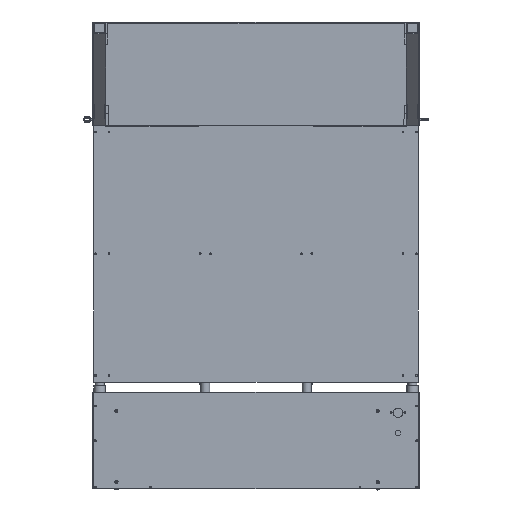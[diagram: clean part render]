
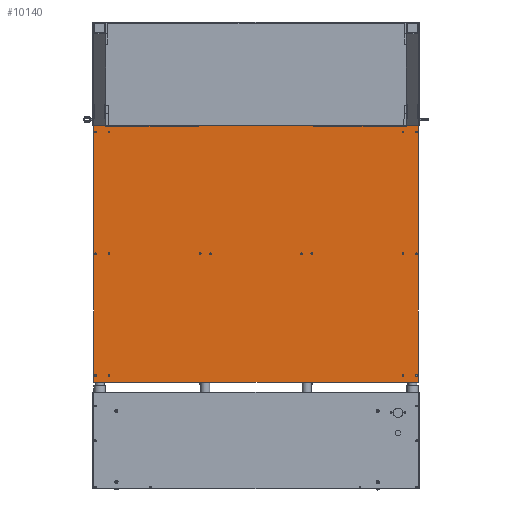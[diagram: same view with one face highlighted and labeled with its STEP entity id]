
A CAD part, top view. The second image highlights one B-rep face of the part: STEP entity #10140.
In plain terms, the highlighted face is planar.
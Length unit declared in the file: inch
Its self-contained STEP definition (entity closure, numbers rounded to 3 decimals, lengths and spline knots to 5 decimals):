
#673=FACE_BOUND('',#2719,.T.);
#674=FACE_BOUND('',#2720,.T.);
#675=FACE_BOUND('',#2721,.T.);
#676=FACE_BOUND('',#2722,.T.);
#677=FACE_BOUND('',#2723,.T.);
#678=FACE_BOUND('',#2724,.T.);
#679=FACE_BOUND('',#2725,.T.);
#680=FACE_BOUND('',#2726,.T.);
#681=FACE_BOUND('',#2727,.T.);
#682=FACE_BOUND('',#2728,.T.);
#683=FACE_BOUND('',#2729,.T.);
#684=FACE_BOUND('',#2730,.T.);
#685=FACE_BOUND('',#2731,.T.);
#686=FACE_BOUND('',#2732,.T.);
#687=FACE_BOUND('',#2733,.T.);
#688=FACE_BOUND('',#2734,.T.);
#1065=CIRCLE('',#11510,0.125);
#1067=CIRCLE('',#11513,0.125);
#1068=CIRCLE('',#11515,0.125);
#1070=CIRCLE('',#11518,0.125);
#1072=CIRCLE('',#11521,0.125);
#1074=CIRCLE('',#11524,0.125);
#1076=CIRCLE('',#11527,0.125);
#1078=CIRCLE('',#11530,0.125);
#1080=CIRCLE('',#11533,0.125);
#1082=CIRCLE('',#11536,0.125);
#1084=CIRCLE('',#11539,0.125);
#1086=CIRCLE('',#11542,0.125);
#1088=CIRCLE('',#11545,0.125);
#1090=CIRCLE('',#11548,0.125);
#1093=CIRCLE('',#11552,0.125);
#1095=CIRCLE('',#11555,0.125);
#2014=FACE_OUTER_BOUND('',#2718,.T.);
#2718=EDGE_LOOP('',(#7651,#7652,#7653,#7654));
#2719=EDGE_LOOP('',(#7655));
#2720=EDGE_LOOP('',(#7656));
#2721=EDGE_LOOP('',(#7657));
#2722=EDGE_LOOP('',(#7658));
#2723=EDGE_LOOP('',(#7659));
#2724=EDGE_LOOP('',(#7660));
#2725=EDGE_LOOP('',(#7661));
#2726=EDGE_LOOP('',(#7662));
#2727=EDGE_LOOP('',(#7663));
#2728=EDGE_LOOP('',(#7664));
#2729=EDGE_LOOP('',(#7665));
#2730=EDGE_LOOP('',(#7666));
#2731=EDGE_LOOP('',(#7667));
#2732=EDGE_LOOP('',(#7668));
#2733=EDGE_LOOP('',(#7669));
#2734=EDGE_LOOP('',(#7670));
#3613=LINE('',#16138,#4367);
#3615=LINE('',#16142,#4369);
#3617=LINE('',#16146,#4371);
#3619=LINE('',#16149,#4373);
#4367=VECTOR('',#13069,39.37008);
#4369=VECTOR('',#13073,39.37008);
#4371=VECTOR('',#13077,39.37008);
#4373=VECTOR('',#13081,39.37008);
#5151=VERTEX_POINT('',#16048);
#5153=VERTEX_POINT('',#16053);
#5154=VERTEX_POINT('',#16056);
#5156=VERTEX_POINT('',#16061);
#5158=VERTEX_POINT('',#16066);
#5160=VERTEX_POINT('',#16071);
#5162=VERTEX_POINT('',#16076);
#5164=VERTEX_POINT('',#16081);
#5166=VERTEX_POINT('',#16086);
#5168=VERTEX_POINT('',#16091);
#5170=VERTEX_POINT('',#16096);
#5172=VERTEX_POINT('',#16101);
#5174=VERTEX_POINT('',#16106);
#5176=VERTEX_POINT('',#16111);
#5179=VERTEX_POINT('',#16118);
#5181=VERTEX_POINT('',#16123);
#5186=VERTEX_POINT('',#16135);
#5187=VERTEX_POINT('',#16137);
#5188=VERTEX_POINT('',#16141);
#5189=VERTEX_POINT('',#16145);
#6127=EDGE_CURVE('',#5151,#5151,#1065,.T.);
#6129=EDGE_CURVE('',#5153,#5153,#1067,.T.);
#6130=EDGE_CURVE('',#5154,#5154,#1068,.T.);
#6132=EDGE_CURVE('',#5156,#5156,#1070,.T.);
#6134=EDGE_CURVE('',#5158,#5158,#1072,.T.);
#6136=EDGE_CURVE('',#5160,#5160,#1074,.T.);
#6138=EDGE_CURVE('',#5162,#5162,#1076,.T.);
#6140=EDGE_CURVE('',#5164,#5164,#1078,.T.);
#6142=EDGE_CURVE('',#5166,#5166,#1080,.T.);
#6144=EDGE_CURVE('',#5168,#5168,#1082,.T.);
#6146=EDGE_CURVE('',#5170,#5170,#1084,.T.);
#6148=EDGE_CURVE('',#5172,#5172,#1086,.T.);
#6150=EDGE_CURVE('',#5174,#5174,#1088,.T.);
#6152=EDGE_CURVE('',#5176,#5176,#1090,.T.);
#6155=EDGE_CURVE('',#5179,#5179,#1093,.T.);
#6157=EDGE_CURVE('',#5181,#5181,#1095,.T.);
#6163=EDGE_CURVE('',#5187,#5186,#3613,.T.);
#6165=EDGE_CURVE('',#5187,#5188,#3615,.T.);
#6167=EDGE_CURVE('',#5188,#5189,#3617,.T.);
#6169=EDGE_CURVE('',#5189,#5186,#3619,.T.);
#7651=ORIENTED_EDGE('',*,*,#6167,.F.);
#7652=ORIENTED_EDGE('',*,*,#6165,.F.);
#7653=ORIENTED_EDGE('',*,*,#6163,.T.);
#7654=ORIENTED_EDGE('',*,*,#6169,.F.);
#7655=ORIENTED_EDGE('',*,*,#6142,.T.);
#7656=ORIENTED_EDGE('',*,*,#6140,.T.);
#7657=ORIENTED_EDGE('',*,*,#6136,.T.);
#7658=ORIENTED_EDGE('',*,*,#6132,.T.);
#7659=ORIENTED_EDGE('',*,*,#6129,.T.);
#7660=ORIENTED_EDGE('',*,*,#6127,.T.);
#7661=ORIENTED_EDGE('',*,*,#6155,.T.);
#7662=ORIENTED_EDGE('',*,*,#6157,.T.);
#7663=ORIENTED_EDGE('',*,*,#6130,.T.);
#7664=ORIENTED_EDGE('',*,*,#6134,.T.);
#7665=ORIENTED_EDGE('',*,*,#6138,.T.);
#7666=ORIENTED_EDGE('',*,*,#6152,.T.);
#7667=ORIENTED_EDGE('',*,*,#6150,.T.);
#7668=ORIENTED_EDGE('',*,*,#6148,.T.);
#7669=ORIENTED_EDGE('',*,*,#6146,.T.);
#7670=ORIENTED_EDGE('',*,*,#6144,.T.);
#9783=PLANE('',#11561);
#10140=ADVANCED_FACE('',(#2014,#673,#674,#675,#676,#677,#678,#679,#680,
#681,#682,#683,#684,#685,#686,#687,#688),#9783,.T.);
#11510=AXIS2_PLACEMENT_3D('',#16049,#12968,#12969);
#11513=AXIS2_PLACEMENT_3D('',#16054,#12974,#12975);
#11515=AXIS2_PLACEMENT_3D('',#16057,#12978,#12979);
#11518=AXIS2_PLACEMENT_3D('',#16062,#12984,#12985);
#11521=AXIS2_PLACEMENT_3D('',#16067,#12990,#12991);
#11524=AXIS2_PLACEMENT_3D('',#16072,#12996,#12997);
#11527=AXIS2_PLACEMENT_3D('',#16077,#13002,#13003);
#11530=AXIS2_PLACEMENT_3D('',#16082,#13008,#13009);
#11533=AXIS2_PLACEMENT_3D('',#16087,#13014,#13015);
#11536=AXIS2_PLACEMENT_3D('',#16092,#13020,#13021);
#11539=AXIS2_PLACEMENT_3D('',#16097,#13026,#13027);
#11542=AXIS2_PLACEMENT_3D('',#16102,#13032,#13033);
#11545=AXIS2_PLACEMENT_3D('',#16107,#13038,#13039);
#11548=AXIS2_PLACEMENT_3D('',#16112,#13044,#13045);
#11552=AXIS2_PLACEMENT_3D('',#16119,#13052,#13053);
#11555=AXIS2_PLACEMENT_3D('',#16124,#13058,#13059);
#11561=AXIS2_PLACEMENT_3D('',#16150,#13082,#13083);
#12968=DIRECTION('center_axis',(0.,-1.,0.));
#12969=DIRECTION('ref_axis',(0.,0.,1.));
#12974=DIRECTION('center_axis',(0.,-1.,0.));
#12975=DIRECTION('ref_axis',(0.,0.,1.));
#12978=DIRECTION('center_axis',(0.,-1.,0.));
#12979=DIRECTION('ref_axis',(0.,0.,-1.));
#12984=DIRECTION('center_axis',(0.,-1.,0.));
#12985=DIRECTION('ref_axis',(0.,0.,-1.));
#12990=DIRECTION('center_axis',(0.,-1.,0.));
#12991=DIRECTION('ref_axis',(0.,0.,-1.));
#12996=DIRECTION('center_axis',(0.,-1.,0.));
#12997=DIRECTION('ref_axis',(0.,0.,-1.));
#13002=DIRECTION('center_axis',(0.,-1.,0.));
#13003=DIRECTION('ref_axis',(0.,0.,-1.));
#13008=DIRECTION('center_axis',(0.,-1.,0.));
#13009=DIRECTION('ref_axis',(0.,0.,-1.));
#13014=DIRECTION('center_axis',(0.,-1.,0.));
#13015=DIRECTION('ref_axis',(0.,0.,-1.));
#13020=DIRECTION('center_axis',(0.,-1.,0.));
#13021=DIRECTION('ref_axis',(0.,0.,-1.));
#13026=DIRECTION('center_axis',(0.,-1.,0.));
#13027=DIRECTION('ref_axis',(0.,0.,-1.));
#13032=DIRECTION('center_axis',(0.,-1.,0.));
#13033=DIRECTION('ref_axis',(0.,0.,-1.));
#13038=DIRECTION('center_axis',(0.,-1.,0.));
#13039=DIRECTION('ref_axis',(0.,0.,-1.));
#13044=DIRECTION('center_axis',(0.,-1.,0.));
#13045=DIRECTION('ref_axis',(0.,0.,-1.));
#13052=DIRECTION('center_axis',(0.,-1.,0.));
#13053=DIRECTION('ref_axis',(0.,0.,1.));
#13058=DIRECTION('center_axis',(0.,-1.,0.));
#13059=DIRECTION('ref_axis',(0.,0.,1.));
#13069=DIRECTION('',(0.,0.,-1.));
#13073=DIRECTION('',(-1.,0.,0.));
#13077=DIRECTION('',(0.,0.,-1.));
#13081=DIRECTION('',(1.,0.,0.));
#13082=DIRECTION('center_axis',(0.,1.,0.));
#13083=DIRECTION('ref_axis',(0.,0.,1.));
#16048=CARTESIAN_POINT('',(-6.75,-0.75,34.625));
#16049=CARTESIAN_POINT('Origin',(-6.75,-0.75,34.5));
#16053=CARTESIAN_POINT('',(-8.25,-0.75,34.625));
#16054=CARTESIAN_POINT('Origin',(-8.25,-0.75,34.5));
#16056=CARTESIAN_POINT('',(-23.75,-0.75,34.375));
#16057=CARTESIAN_POINT('Origin',(-23.75,-0.75,34.5));
#16061=CARTESIAN_POINT('',(-23.75,-0.75,52.375));
#16062=CARTESIAN_POINT('Origin',(-23.75,-0.75,52.5));
#16066=CARTESIAN_POINT('',(-21.75,-0.75,52.375));
#16067=CARTESIAN_POINT('Origin',(-21.75,-0.75,52.5));
#16071=CARTESIAN_POINT('',(23.75,-0.75,16.375));
#16072=CARTESIAN_POINT('Origin',(23.75,-0.75,16.5));
#16076=CARTESIAN_POINT('',(21.75,-0.75,16.375));
#16077=CARTESIAN_POINT('Origin',(21.75,-0.75,16.5));
#16081=CARTESIAN_POINT('',(-21.75,-0.75,34.375));
#16082=CARTESIAN_POINT('Origin',(-21.75,-0.75,34.5));
#16086=CARTESIAN_POINT('',(21.75,-0.75,52.375));
#16087=CARTESIAN_POINT('Origin',(21.75,-0.75,52.5));
#16091=CARTESIAN_POINT('',(-23.75,-0.75,16.375));
#16092=CARTESIAN_POINT('Origin',(-23.75,-0.75,16.5));
#16096=CARTESIAN_POINT('',(-21.75,-0.75,16.375));
#16097=CARTESIAN_POINT('Origin',(-21.75,-0.75,16.5));
#16101=CARTESIAN_POINT('',(23.75,-0.75,52.375));
#16102=CARTESIAN_POINT('Origin',(23.75,-0.75,52.5));
#16106=CARTESIAN_POINT('',(23.75,-0.75,34.375));
#16107=CARTESIAN_POINT('Origin',(23.75,-0.75,34.5));
#16111=CARTESIAN_POINT('',(21.75,-0.75,34.375));
#16112=CARTESIAN_POINT('Origin',(21.75,-0.75,34.5));
#16118=CARTESIAN_POINT('',(8.25,-0.75,34.625));
#16119=CARTESIAN_POINT('Origin',(8.25,-0.75,34.5));
#16123=CARTESIAN_POINT('',(6.75,-0.75,34.625));
#16124=CARTESIAN_POINT('Origin',(6.75,-0.75,34.5));
#16135=CARTESIAN_POINT('',(24.,-0.75,15.5));
#16137=CARTESIAN_POINT('',(24.,-0.75,53.5));
#16138=CARTESIAN_POINT('',(24.,-0.75,33.));
#16141=CARTESIAN_POINT('',(-24.,-0.75,53.5));
#16142=CARTESIAN_POINT('',(24.,-0.75,53.5));
#16145=CARTESIAN_POINT('',(-24.,-0.75,15.5));
#16146=CARTESIAN_POINT('',(-24.,-0.75,33.));
#16149=CARTESIAN_POINT('',(16.14853,-0.75,15.5));
#16150=CARTESIAN_POINT('Origin',(0.,-0.75,34.375));
